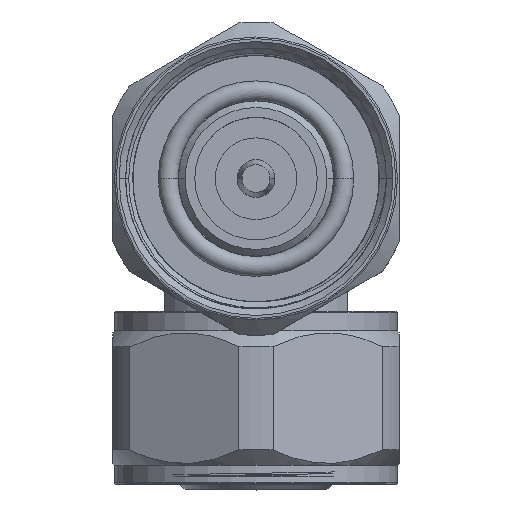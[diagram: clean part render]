
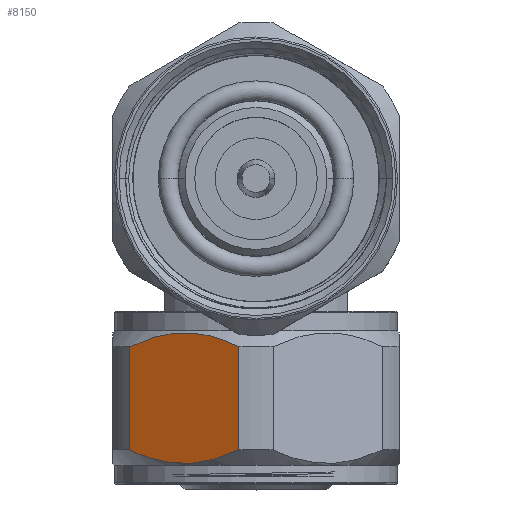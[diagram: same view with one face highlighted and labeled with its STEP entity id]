
A CAD part, top view. The second image highlights one B-rep face of the part: STEP entity #8150.
In plain terms, the highlighted face is planar.
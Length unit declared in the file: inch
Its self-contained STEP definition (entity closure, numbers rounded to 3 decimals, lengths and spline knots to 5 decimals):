
#473 = CARTESIAN_POINT ( 'NONE',  ( -0.82622, -0.31076, 0.3279 ) ) ;
#559 = CARTESIAN_POINT ( 'NONE',  ( -0.84047, -0.34249, 0.27292 ) ) ;
#603 = CARTESIAN_POINT ( 'NONE',  ( -0.80319, -0.27984, 0.38144 ) ) ;
#607 = CARTESIAN_POINT ( 'NONE',  ( -1.11395, -0.25003, 0.43307 ) ) ;
#896 = VECTOR ( 'NONE', #9189, 39.37008 ) ;
#1008 = CARTESIAN_POINT ( 'NONE',  ( -0.80319, -0.47026, 0.05163 ) ) ;
#1374 = LINE ( 'NONE', #7132, #896 ) ;
#1502 = CARTESIAN_POINT ( 'NONE',  ( -0.8158, -0.29507, 0.35507 ) ) ;
#1523 = B_SPLINE_CURVE_WITH_KNOTS ( 'NONE', 3,
 ( #10452, #11564, #11385, #6371, #6456, #3541, #11654, #11746, #559, #473, #1502, #603 ),
 .UNSPECIFIED., .F., .F.,
 ( 4, 2, 2, 2, 2, 4 ),
 ( 0., 0.00248, 0.00371, 0.00495, 0.00743, 0.0099 ),
 .UNSPECIFIED. ) ;
#1797 = CARTESIAN_POINT ( 'NONE',  ( -0.45444, -0.34225, 0.27334 ) ) ;
#1950 = B_SPLINE_CURVE_WITH_KNOTS ( 'NONE', 3,
 ( #10933, #8998, #1968, #6849, #1797, #7876, #8003, #2909, #12047, #9997, #3937, #11012 ),
 .UNSPECIFIED., .F., .F.,
 ( 4, 2, 2, 2, 2, 4 ),
 ( 0., 0.00248, 0.00372, 0.00496, 0.00744, 0.00992 ),
 .UNSPECIFIED. ) ;
#1968 = CARTESIAN_POINT ( 'NONE',  ( -0.46837, -0.31046, 0.32841 ) ) ;
#2456 = ORIENTED_EDGE ( 'NONE', *, *, #5915, .F. ) ;
#2909 = CARTESIAN_POINT ( 'NONE',  ( -0.44953, -0.39149, 0.18807 ) ) ;
#3282 = CARTESIAN_POINT ( 'NONE',  ( -0.80319, -0.27984, 0.38144 ) ) ;
#3541 = CARTESIAN_POINT ( 'NONE',  ( -0.84336, -0.39157, 0.18793 ) ) ;
#3764 = ORIENTED_EDGE ( 'NONE', *, *, #12147, .F. ) ;
#3937 = CARTESIAN_POINT ( 'NONE',  ( -0.47894, -0.45507, 0.07793 ) ) ;
#5915 = EDGE_CURVE ( 'NONE', #7995, #8066, #9020, .T. ) ;
#6340 = EDGE_CURVE ( 'NONE', #10504, #7995, #1523, .T. ) ;
#6371 = CARTESIAN_POINT ( 'NONE',  ( -0.8368, -0.41582, 0.14593 ) ) ;
#6456 = CARTESIAN_POINT ( 'NONE',  ( -0.83959, -0.4078, 0.15981 ) ) ;
#6769 = VECTOR ( 'NONE', #10241, 39.37008 ) ;
#6849 = CARTESIAN_POINT ( 'NONE',  ( -0.45731, -0.33423, 0.28724 ) ) ;
#6981 = EDGE_CURVE ( 'NONE', #10083, #10504, #1374, .T. ) ;
#7132 = CARTESIAN_POINT ( 'NONE',  ( -0.23948, -0.47026, 0.05163 ) ) ;
#7230 = AXIS2_PLACEMENT_3D ( 'NONE', #607, #9749, #10673 ) ;
#7856 = FACE_OUTER_BOUND ( 'NONE', #9111, .T. ) ;
#7876 = CARTESIAN_POINT ( 'NONE',  ( -0.45054, -0.35853, 0.24516 ) ) ;
#7995 = VERTEX_POINT ( 'NONE', #3282 ) ;
#8003 = CARTESIAN_POINT ( 'NONE',  ( -0.44953, -0.36684, 0.23076 ) ) ;
#8037 = CARTESIAN_POINT ( 'NONE',  ( -0.23948, -0.27984, 0.38144 ) ) ;
#8066 = VERTEX_POINT ( 'NONE', #12612 ) ;
#8150 = ADVANCED_FACE ( 'NONE', ( #7856 ), #11703, .T. ) ;
#8471 = CARTESIAN_POINT ( 'NONE',  ( -0.49189, -0.47026, 0.05163 ) ) ;
#8998 = CARTESIAN_POINT ( 'NONE',  ( -0.47896, -0.29501, 0.35517 ) ) ;
#9020 = LINE ( 'NONE', #8037, #6769 ) ;
#9111 = EDGE_LOOP ( 'NONE', ( #9460, #3764, #2456, #12730 ) ) ;
#9189 = DIRECTION ( 'NONE',  ( -1., 0., 0. ) ) ;
#9460 = ORIENTED_EDGE ( 'NONE', *, *, #6981, .F. ) ;
#9749 = DIRECTION ( 'NONE',  ( 0., -0.866, 0.5 ) ) ;
#9997 = CARTESIAN_POINT ( 'NONE',  ( -0.4682, -0.43938, 0.10512 ) ) ;
#10083 = VERTEX_POINT ( 'NONE', #8471 ) ;
#10241 = DIRECTION ( 'NONE',  ( 1., 0., 0. ) ) ;
#10452 = CARTESIAN_POINT ( 'NONE',  ( -0.80319, -0.47026, 0.05163 ) ) ;
#10504 = VERTEX_POINT ( 'NONE', #1008 ) ;
#10673 = DIRECTION ( 'NONE',  ( 0., -0.5, -0.866 ) ) ;
#10933 = CARTESIAN_POINT ( 'NONE',  ( -0.49189, -0.27984, 0.38144 ) ) ;
#11012 = CARTESIAN_POINT ( 'NONE',  ( -0.49189, -0.47026, 0.05163 ) ) ;
#11385 = CARTESIAN_POINT ( 'NONE',  ( -0.82608, -0.43958, 0.10477 ) ) ;
#11564 = CARTESIAN_POINT ( 'NONE',  ( -0.81578, -0.45505, 0.07797 ) ) ;
#11654 = CARTESIAN_POINT ( 'NONE',  ( -0.84435, -0.38328, 0.20228 ) ) ;
#11703 = PLANE ( 'NONE',  #7230 ) ;
#11746 = CARTESIAN_POINT ( 'NONE',  ( -0.84435, -0.35862, 0.24499 ) ) ;
#12047 = CARTESIAN_POINT ( 'NONE',  ( -0.45352, -0.40762, 0.16013 ) ) ;
#12147 = EDGE_CURVE ( 'NONE', #8066, #10083, #1950, .T. ) ;
#12612 = CARTESIAN_POINT ( 'NONE',  ( -0.49189, -0.27984, 0.38144 ) ) ;
#12730 = ORIENTED_EDGE ( 'NONE', *, *, #6340, .F. ) ;
